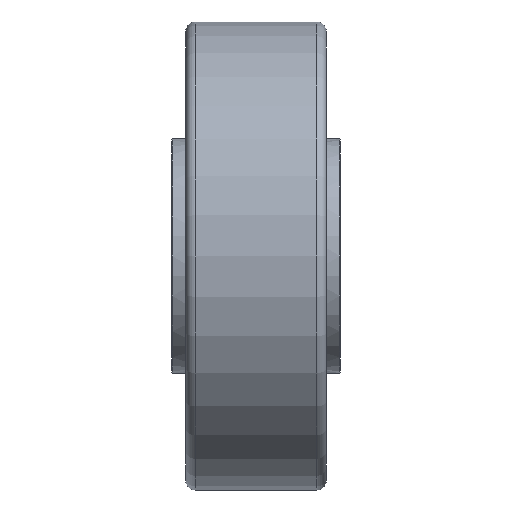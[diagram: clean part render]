
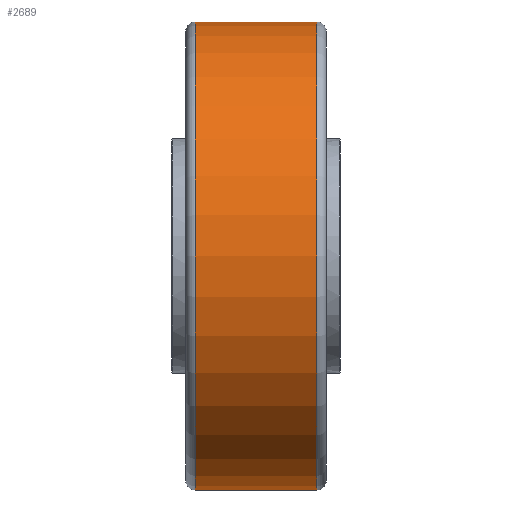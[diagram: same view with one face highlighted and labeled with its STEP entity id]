
A CAD part, front view. The second image highlights one B-rep face of the part: STEP entity #2689.
In plain terms, the highlighted cylindrical face has radius 50 mm (diameter 100 mm), a partial arc.
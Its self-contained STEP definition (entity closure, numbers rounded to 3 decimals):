
#125 = CARTESIAN_POINT ( 'NONE',  ( 13., 0., 0. ) ) ;
#128 = CIRCLE ( 'NONE', #1005, 50. ) ;
#349 = CARTESIAN_POINT ( 'NONE',  ( 13., 0., 50. ) ) ;
#367 = EDGE_CURVE ( 'NONE', #2045, #2695, #128, .T. ) ;
#614 = CARTESIAN_POINT ( 'NONE',  ( 0., 0., 50. ) ) ;
#846 = CARTESIAN_POINT ( 'NONE',  ( 0., 0., 0. ) ) ;
#915 = DIRECTION ( 'NONE',  ( 1., 0., 0. ) ) ;
#1005 = AXIS2_PLACEMENT_3D ( 'NONE', #1112, #4841, #2225 ) ;
#1018 = LINE ( 'NONE', #2532, #2913 ) ;
#1081 = DIRECTION ( 'NONE',  ( 1., 0., 0. ) ) ;
#1112 = CARTESIAN_POINT ( 'NONE',  ( -13., 0., 0. ) ) ;
#1175 = CARTESIAN_POINT ( 'NONE',  ( -13., 0., 50. ) ) ;
#1183 = EDGE_CURVE ( 'NONE', #2045, #1320, #5321, .T. ) ;
#1320 = VERTEX_POINT ( 'NONE', #349 ) ;
#1374 = FACE_OUTER_BOUND ( 'NONE', #1856, .T. ) ;
#1571 = DIRECTION ( 'NONE',  ( 1., 0., 0. ) ) ;
#1778 = CYLINDRICAL_SURFACE ( 'NONE', #5664, 50. ) ;
#1856 = EDGE_LOOP ( 'NONE', ( #3189, #5705, #4034, #3845 ) ) ;
#2045 = VERTEX_POINT ( 'NONE', #1175 ) ;
#2141 = EDGE_CURVE ( 'NONE', #4700, #1320, #3504, .T. ) ;
#2225 = DIRECTION ( 'NONE',  ( 0., 0., 1. ) ) ;
#2532 = CARTESIAN_POINT ( 'NONE',  ( 0., 0., -50. ) ) ;
#2689 = ADVANCED_FACE ( 'NONE', ( #1374 ), #1778, .T. ) ;
#2695 = VERTEX_POINT ( 'NONE', #3532 ) ;
#2816 = DIRECTION ( 'NONE',  ( 0., 0., -1. ) ) ;
#2913 = VECTOR ( 'NONE', #1571, 1000. ) ;
#3101 = VECTOR ( 'NONE', #1081, 1000. ) ;
#3189 = ORIENTED_EDGE ( 'NONE', *, *, #1183, .F. ) ;
#3504 = CIRCLE ( 'NONE', #5814, 50. ) ;
#3532 = CARTESIAN_POINT ( 'NONE',  ( -13., 0., -50. ) ) ;
#3639 = DIRECTION ( 'NONE',  ( 0., 0., -1. ) ) ;
#3845 = ORIENTED_EDGE ( 'NONE', *, *, #2141, .T. ) ;
#4034 = ORIENTED_EDGE ( 'NONE', *, *, #6553, .T. ) ;
#4168 = CARTESIAN_POINT ( 'NONE',  ( 13., 0., -50. ) ) ;
#4700 = VERTEX_POINT ( 'NONE', #4168 ) ;
#4841 = DIRECTION ( 'NONE',  ( 1., 0., 0. ) ) ;
#5321 = LINE ( 'NONE', #614, #3101 ) ;
#5664 = AXIS2_PLACEMENT_3D ( 'NONE', #846, #915, #3639 ) ;
#5705 = ORIENTED_EDGE ( 'NONE', *, *, #367, .T. ) ;
#5814 = AXIS2_PLACEMENT_3D ( 'NONE', #125, #5914, #2816 ) ;
#5914 = DIRECTION ( 'NONE',  ( -1., 0., 0. ) ) ;
#6553 = EDGE_CURVE ( 'NONE', #2695, #4700, #1018, .T. ) ;
